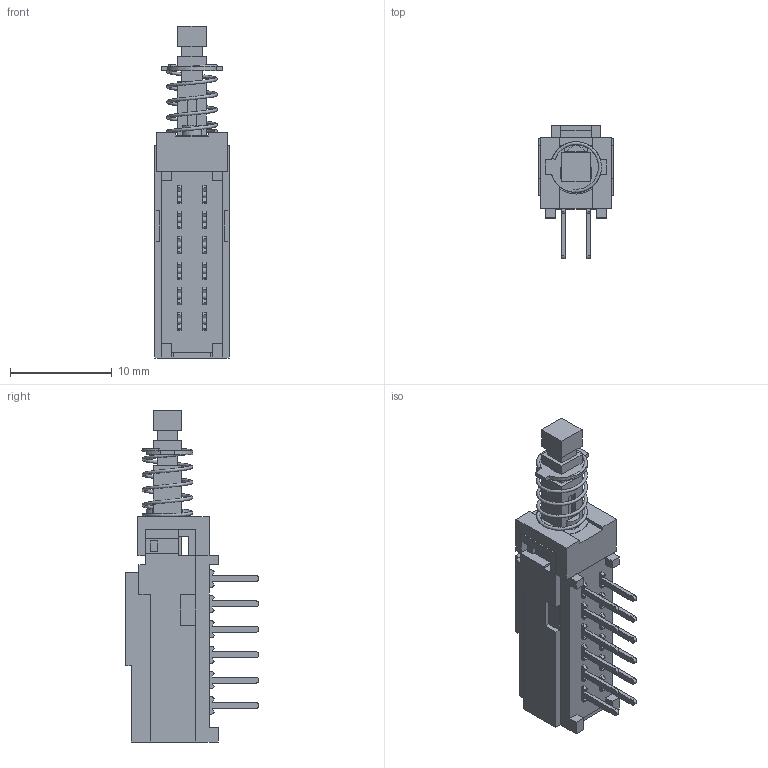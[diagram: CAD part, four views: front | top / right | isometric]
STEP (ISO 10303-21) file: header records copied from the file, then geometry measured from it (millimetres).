
FILE_DESCRIPTION((' '),'2;1');
FILE_NAME('PBH4UxxNAGX.stp','2017-07-25T12:58:51',(' '),(' '),' ','ACIS',' ');
FILE_SCHEMA(('CONFIG_CONTROL_DESIGN'));
Length unit declared in the file: inch
Products named in the file (7): PBH4UxxNAGX.stp; Body1; Body2; Body3; Body4; Body5; Body6
Assembly tree (6 placements, depth 2):
  PBH4UxxNAGX.stp
    Body1
    Body2
    Body3
    Body4
    Body5
    Body6
Bounding box: 7.3 x 13.15 x 32.7 mm (x, y, z)
Volume: 815.7 mm3; surface area: 1981.9 mm2
Topology: 6 solids, 6 shells, 382 faces, 1061 edges, 700 vertices
Faces by surface type: plane 329, cylinder 52, bspline 1
Entity records: 13703 total; most frequent: CARTESIAN_POINT 2823, ORIENTED_EDGE 2122, DIRECTION 1958, EDGE_CURVE 1061, VECTOR 946, LINE 946, VERTEX_POINT 700, AXIS2_PLACEMENT_3D 506
